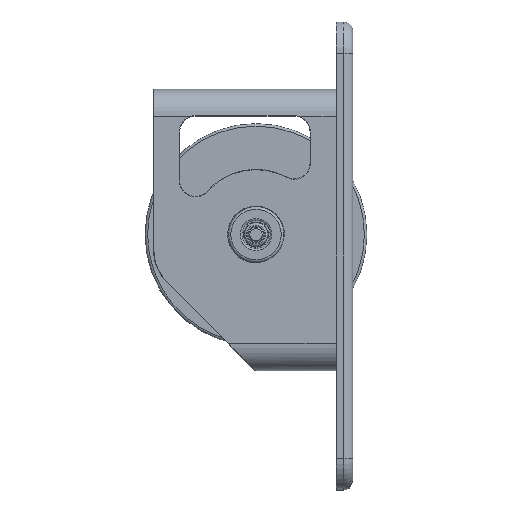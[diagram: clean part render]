
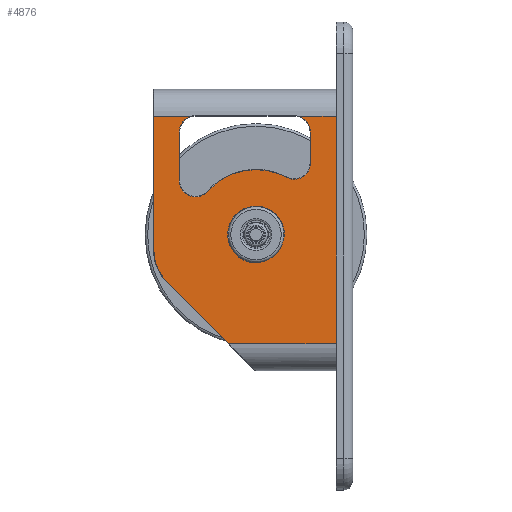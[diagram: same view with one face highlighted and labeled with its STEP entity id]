
A CAD part, front view. The second image highlights one B-rep face of the part: STEP entity #4876.
In plain terms, the highlighted planar face has unit normal (0, -1, 0).
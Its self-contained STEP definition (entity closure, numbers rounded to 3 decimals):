
#255=FACE_BOUND('',#1119,.T.);
#315=PLANE('',#5499);
#719=FACE_OUTER_BOUND('',#1118,.T.);
#1118=EDGE_LOOP('',(#4186,#4187,#4188,#4189,#4190,#4191,#4192,#4193,#4194,
#4195,#4196,#4197,#4198,#4199));
#1119=EDGE_LOOP('',(#4200,#4201,#4202,#4203));
#1370=LINE('',#9053,#1596);
#1372=LINE('',#9070,#1598);
#1374=LINE('',#9138,#1600);
#1376=LINE('',#9145,#1602);
#1381=LINE('',#9175,#1607);
#1382=LINE('',#9179,#1608);
#1383=LINE('',#9181,#1609);
#1384=LINE('',#9182,#1610);
#1596=VECTOR('',#6788,10.);
#1598=VECTOR('',#6810,10.);
#1600=VECTOR('',#6832,10.);
#1602=VECTOR('',#6838,10.);
#1607=VECTOR('',#6881,10.);
#1608=VECTOR('',#6884,10.);
#1609=VECTOR('',#6885,10.);
#1610=VECTOR('',#6886,10.);
#1793=CIRCLE('',#5206,14.9);
#1941=CIRCLE('',#5456,8.7);
#1944=CIRCLE('',#5461,8.7);
#1948=CIRCLE('',#5466,8.7);
#1951=CIRCLE('',#5471,8.7);
#1952=CIRCLE('',#5473,34.8);
#1960=CIRCLE('',#5488,4.3);
#1965=CIRCLE('',#5494,4.3);
#1966=CIRCLE('',#5496,15.2);
#1968=CIRCLE('',#5500,24.8);
#2232=VERTEX_POINT('',#7903);
#2233=VERTEX_POINT('',#7904);
#2416=VERTEX_POINT('',#9041);
#2419=VERTEX_POINT('',#9046);
#2421=VERTEX_POINT('',#9051);
#2423=VERTEX_POINT('',#9057);
#2424=VERTEX_POINT('',#9062);
#2425=VERTEX_POINT('',#9064);
#2426=VERTEX_POINT('',#9068);
#2427=VERTEX_POINT('',#9072);
#2430=VERTEX_POINT('',#9137);
#2433=VERTEX_POINT('',#9143);
#2435=VERTEX_POINT('',#9157);
#2438=VERTEX_POINT('',#9165);
#2439=VERTEX_POINT('',#9174);
#2440=VERTEX_POINT('',#9176);
#2441=VERTEX_POINT('',#9178);
#2442=VERTEX_POINT('',#9180);
#2725=EDGE_CURVE('',#2232,#2233,#1793,.T.);
#3015=EDGE_CURVE('',#2419,#2416,#1941,.T.);
#3017=EDGE_CURVE('',#2421,#2419,#1370,.T.);
#3020=EDGE_CURVE('',#2423,#2421,#1944,.T.);
#3024=EDGE_CURVE('',#2425,#2424,#1948,.T.);
#3026=EDGE_CURVE('',#2426,#2425,#1372,.T.);
#3028=EDGE_CURVE('',#2427,#2426,#1951,.T.);
#3029=EDGE_CURVE('',#2424,#2423,#1952,.T.);
#3037=EDGE_CURVE('',#2430,#2416,#1374,.T.);
#3041=EDGE_CURVE('',#2427,#2433,#1376,.T.);
#3047=EDGE_CURVE('',#2232,#2435,#1960,.T.);
#3052=EDGE_CURVE('',#2438,#2233,#1965,.T.);
#3053=EDGE_CURVE('',#2435,#2438,#1966,.T.);
#3056=EDGE_CURVE('',#2439,#2433,#1381,.T.);
#3057=EDGE_CURVE('',#2440,#2439,#1968,.T.);
#3058=EDGE_CURVE('',#2441,#2440,#1382,.T.);
#3059=EDGE_CURVE('',#2442,#2441,#1383,.T.);
#3060=EDGE_CURVE('',#2430,#2442,#1384,.T.);
#4186=ORIENTED_EDGE('',*,*,#3028,.F.);
#4187=ORIENTED_EDGE('',*,*,#3041,.T.);
#4188=ORIENTED_EDGE('',*,*,#3056,.F.);
#4189=ORIENTED_EDGE('',*,*,#3057,.F.);
#4190=ORIENTED_EDGE('',*,*,#3058,.F.);
#4191=ORIENTED_EDGE('',*,*,#3059,.F.);
#4192=ORIENTED_EDGE('',*,*,#3060,.F.);
#4193=ORIENTED_EDGE('',*,*,#3037,.T.);
#4194=ORIENTED_EDGE('',*,*,#3015,.F.);
#4195=ORIENTED_EDGE('',*,*,#3017,.F.);
#4196=ORIENTED_EDGE('',*,*,#3020,.F.);
#4197=ORIENTED_EDGE('',*,*,#3029,.F.);
#4198=ORIENTED_EDGE('',*,*,#3024,.F.);
#4199=ORIENTED_EDGE('',*,*,#3026,.F.);
#4200=ORIENTED_EDGE('',*,*,#2725,.T.);
#4201=ORIENTED_EDGE('',*,*,#3052,.F.);
#4202=ORIENTED_EDGE('',*,*,#3053,.F.);
#4203=ORIENTED_EDGE('',*,*,#3047,.F.);
#4876=ADVANCED_FACE('',(#719,#255),#315,.T.);
#5206=AXIS2_PLACEMENT_3D('',#7905,#6187,#6188);
#5456=AXIS2_PLACEMENT_3D('',#9048,#6782,#6783);
#5461=AXIS2_PLACEMENT_3D('',#9059,#6794,#6795);
#5466=AXIS2_PLACEMENT_3D('',#9066,#6804,#6805);
#5471=AXIS2_PLACEMENT_3D('',#9074,#6815,#6816);
#5473=AXIS2_PLACEMENT_3D('',#9076,#6819,#6820);
#5488=AXIS2_PLACEMENT_3D('',#9158,#6856,#6857);
#5494=AXIS2_PLACEMENT_3D('',#9167,#6868,#6869);
#5496=AXIS2_PLACEMENT_3D('',#9169,#6872,#6873);
#5499=AXIS2_PLACEMENT_3D('',#9173,#6879,#6880);
#5500=AXIS2_PLACEMENT_3D('',#9177,#6882,#6883);
#6187=DIRECTION('center_axis',(0.,1.,0.));
#6188=DIRECTION('ref_axis',(-0.707,0.,-0.707));
#6782=DIRECTION('center_axis',(0.,-1.,0.));
#6783=DIRECTION('ref_axis',(0.707,0.,0.707));
#6788=DIRECTION('',(0.,0.,1.));
#6794=DIRECTION('center_axis',(0.,-1.,0.));
#6795=DIRECTION('ref_axis',(0.514,0.,-0.858));
#6804=DIRECTION('center_axis',(0.,-1.,0.));
#6805=DIRECTION('ref_axis',(-0.356,0.,-0.935));
#6810=DIRECTION('',(0.,0.,-1.));
#6815=DIRECTION('center_axis',(0.,-1.,0.));
#6816=DIRECTION('ref_axis',(-0.707,0.,0.707));
#6819=DIRECTION('center_axis',(0.,1.,0.));
#6820=DIRECTION('ref_axis',(-0.176,0.,0.984));
#6832=DIRECTION('',(-1.,0.,0.));
#6838=DIRECTION('',(-1.,0.,0.));
#6856=DIRECTION('center_axis',(0.,-1.,0.));
#6857=DIRECTION('ref_axis',(0.919,0.,-0.394));
#6868=DIRECTION('center_axis',(0.,-1.,0.));
#6869=DIRECTION('ref_axis',(0.394,0.,-0.919));
#6872=DIRECTION('center_axis',(0.,-1.,0.));
#6873=DIRECTION('ref_axis',(-0.707,0.,0.707));
#6879=DIRECTION('center_axis',(0.,-1.,0.));
#6880=DIRECTION('ref_axis',(0.,0.,-1.));
#6881=DIRECTION('',(0.,0.,1.));
#6882=DIRECTION('center_axis',(0.,1.,0.));
#6883=DIRECTION('ref_axis',(-0.924,0.,-0.383));
#6884=DIRECTION('',(-0.707,0.,0.707));
#6885=DIRECTION('',(-1.,0.,0.));
#6886=DIRECTION('',(0.,0.,-1.));
#7903=CARTESIAN_POINT('',(-28.266,-18.5,-2.215));
#7904=CARTESIAN_POINT('',(-40.785,-18.5,-14.734));
#7905=CARTESIAN_POINT('Origin',(-43.,-18.5,0.));
#9041=CARTESIAN_POINT('',(-20.645,-18.5,63.5));
#9046=CARTESIAN_POINT('',(-13.8,-18.5,55.));
#9048=CARTESIAN_POINT('Origin',(-22.5,-18.5,55.));
#9051=CARTESIAN_POINT('',(-13.8,-18.5,38.367));
#9053=CARTESIAN_POINT('',(-13.8,-18.5,59.25));
#9057=CARTESIAN_POINT('',(-26.6,-18.5,30.693));
#9059=CARTESIAN_POINT('Origin',(-22.5,-18.5,38.367));
#9062=CARTESIAN_POINT('',(-69.,-18.5,23.131));
#9064=CARTESIAN_POINT('',(-84.2,-18.5,28.914));
#9066=CARTESIAN_POINT('Origin',(-75.5,-18.5,28.914));
#9068=CARTESIAN_POINT('',(-84.2,-18.5,55.));
#9070=CARTESIAN_POINT('',(-84.2,-18.5,46.207));
#9072=CARTESIAN_POINT('',(-77.355,-18.5,63.5));
#9074=CARTESIAN_POINT('Origin',(-75.5,-18.5,55.));
#9076=CARTESIAN_POINT('Origin',(-43.,-18.5,0.));
#9137=CARTESIAN_POINT('',(0.,-18.5,63.5));
#9138=CARTESIAN_POINT('',(0.,-18.5,63.5));
#9143=CARTESIAN_POINT('',(-97.8,-18.5,63.5));
#9145=CARTESIAN_POINT('',(0.,-18.5,63.5));
#9157=CARTESIAN_POINT('',(-27.805,-18.5,-0.385));
#9158=CARTESIAN_POINT('Origin',(-32.103,-18.5,-0.276));
#9165=CARTESIAN_POINT('',(-42.615,-18.5,-15.195));
#9167=CARTESIAN_POINT('Origin',(-42.724,-18.5,-10.897));
#9169=CARTESIAN_POINT('Origin',(-43.,-18.5,0.));
#9173=CARTESIAN_POINT('Origin',(0.,-18.5,63.5));
#9174=CARTESIAN_POINT('',(-97.8,-18.5,-8.145));
#9175=CARTESIAN_POINT('',(-97.8,-18.5,33.));
#9176=CARTESIAN_POINT('',(-90.536,-18.5,-25.681));
#9177=CARTESIAN_POINT('Origin',(-73.,-18.5,-8.145));
#9178=CARTESIAN_POINT('',(-57.717,-18.5,-58.5));
#9179=CARTESIAN_POINT('',(-90.197,-18.5,-26.02));
#9180=CARTESIAN_POINT('',(0.,-18.5,-58.5));
#9181=CARTESIAN_POINT('',(0.,-18.5,-58.5));
#9182=CARTESIAN_POINT('',(0.,-18.5,63.5));
